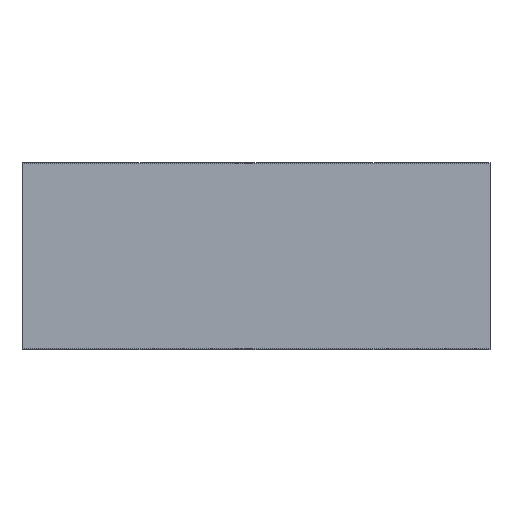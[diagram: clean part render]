
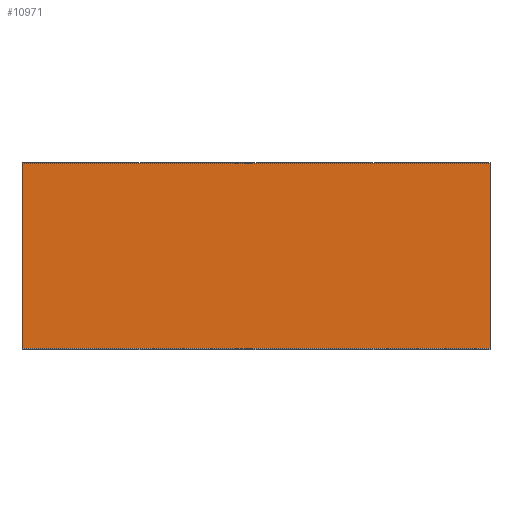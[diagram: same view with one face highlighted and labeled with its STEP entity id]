
A CAD part, top view. The second image highlights one B-rep face of the part: STEP entity #10971.
In plain terms, the highlighted face is planar.
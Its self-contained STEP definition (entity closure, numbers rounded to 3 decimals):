
#10620=DIRECTION('',(1.,0.,0.));
#10621=VECTOR('',#10620,39.6);
#10622=CARTESIAN_POINT('',(-19.8,1.5,50.));
#10623=LINE('',#10622,#10621);
#10628=DIRECTION('',(1.,0.,0.));
#10629=VECTOR('',#10628,39.6);
#10630=CARTESIAN_POINT('',(-19.8,1.5,-50.));
#10631=LINE('',#10630,#10629);
#10632=DIRECTION('',(0.,0.,1.));
#10633=VECTOR('',#10632,100.);
#10634=CARTESIAN_POINT('',(19.8,1.5,-50.));
#10635=LINE('',#10634,#10633);
#10640=DIRECTION('',(0.,0.,1.));
#10641=VECTOR('',#10640,100.);
#10642=CARTESIAN_POINT('',(-19.8,1.5,-50.));
#10643=LINE('',#10642,#10641);
#10804=CARTESIAN_POINT('',(19.8,1.5,-50.));
#10805=CARTESIAN_POINT('',(19.8,1.5,50.));
#10806=VERTEX_POINT('',#10804);
#10807=VERTEX_POINT('',#10805);
#10808=CARTESIAN_POINT('',(-19.8,1.5,-50.));
#10809=CARTESIAN_POINT('',(-19.8,1.5,50.));
#10810=VERTEX_POINT('',#10808);
#10811=VERTEX_POINT('',#10809);
#10959=CARTESIAN_POINT('',(-18.3,1.5,-50.));
#10960=DIRECTION('',(0.,1.,0.));
#10961=DIRECTION('',(-1.,0.,0.));
#10962=AXIS2_PLACEMENT_3D('',#10959,#10960,#10961);
#10963=PLANE('',#10962);
#10964=ORIENTED_EDGE('',*,*,#10941,.F.);
#10966=ORIENTED_EDGE('',*,*,#10965,.F.);
#10967=ORIENTED_EDGE('',*,*,#10845,.T.);
#10968=ORIENTED_EDGE('',*,*,#10954,.T.);
#10969=EDGE_LOOP('',(#10964,#10966,#10967,#10968));
#10970=FACE_OUTER_BOUND('',#10969,.F.);
#10845=EDGE_CURVE('',#10810,#10806,#10631,.T.);
#10941=EDGE_CURVE('',#10811,#10807,#10623,.T.);
#10954=EDGE_CURVE('',#10806,#10807,#10635,.T.);
#10965=EDGE_CURVE('',#10810,#10811,#10643,.T.);
#10971=ADVANCED_FACE('',(#10970),#10963,.T.);
